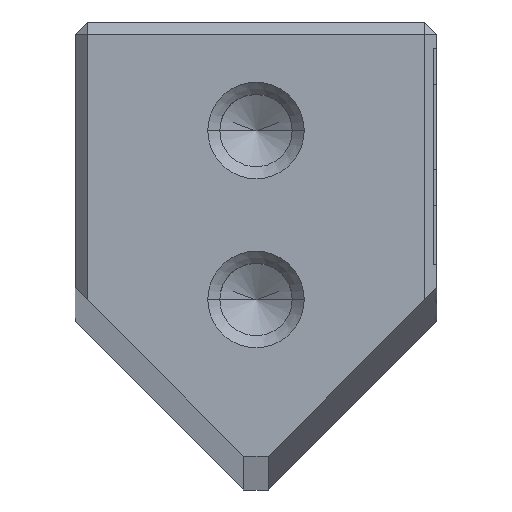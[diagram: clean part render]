
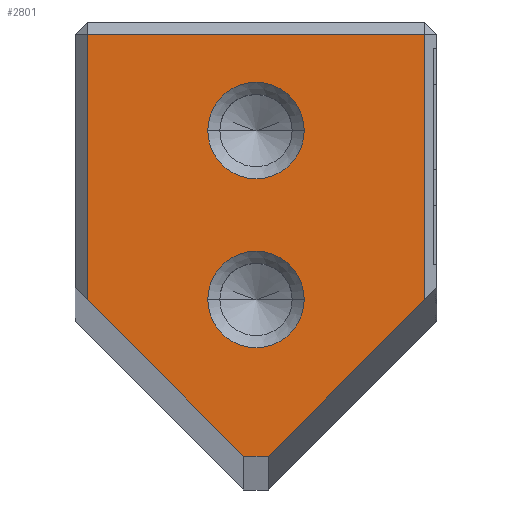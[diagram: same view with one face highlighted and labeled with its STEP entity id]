
A CAD part, top view. The second image highlights one B-rep face of the part: STEP entity #2801.
In plain terms, the highlighted planar face has unit normal (0, 0, 1).
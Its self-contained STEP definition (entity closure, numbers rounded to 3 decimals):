
#2801=ADVANCED_FACE('',(#3953,#3954,#3955),#3186,.T.);
#3186=PLANE('',#11222);
#3469=CIRCLE('',#10929,2.);
#3471=CIRCLE('',#10932,2.);
#3668=CIRCLE('',#11220,2.);
#3669=CIRCLE('',#11221,2.);
#3953=FACE_BOUND('',#4145,.T.);
#3954=FACE_BOUND('',#4146,.T.);
#3955=FACE_BOUND('',#4147,.T.);
#4145=EDGE_LOOP('',(#5417,#5418));
#4146=EDGE_LOOP('',(#5419,#5420));
#4147=EDGE_LOOP('',(#5421,#5422,#5423,#5424,#5425,#5426));
#5417=ORIENTED_EDGE('',*,*,#8299,.T.);
#5418=ORIENTED_EDGE('',*,*,#8672,.T.);
#5419=ORIENTED_EDGE('',*,*,#8295,.T.);
#5420=ORIENTED_EDGE('',*,*,#8673,.T.);
#5421=ORIENTED_EDGE('',*,*,#8641,.T.);
#5422=ORIENTED_EDGE('',*,*,#8674,.T.);
#5423=ORIENTED_EDGE('',*,*,#8675,.T.);
#5424=ORIENTED_EDGE('',*,*,#8676,.T.);
#5425=ORIENTED_EDGE('',*,*,#8647,.T.);
#5426=ORIENTED_EDGE('',*,*,#8643,.T.);
#7439=VERTEX_POINT('',#14586);
#7440=VERTEX_POINT('',#14588);
#7443=VERTEX_POINT('',#14595);
#7444=VERTEX_POINT('',#14597);
#7681=VERTEX_POINT('',#15309);
#7682=VERTEX_POINT('',#15311);
#7683=VERTEX_POINT('',#15315);
#7686=VERTEX_POINT('',#15323);
#7693=VERTEX_POINT('',#15360);
#7694=VERTEX_POINT('',#15362);
#8295=EDGE_CURVE('',#7440,#7439,#3469,.T.);
#8299=EDGE_CURVE('',#7444,#7443,#3471,.T.);
#8641=EDGE_CURVE('',#7682,#7681,#9601,.T.);
#8643=EDGE_CURVE('',#7683,#7682,#9603,.T.);
#8647=EDGE_CURVE('',#7686,#7683,#9607,.T.);
#8672=EDGE_CURVE('',#7443,#7444,#3668,.T.);
#8673=EDGE_CURVE('',#7439,#7440,#3669,.T.);
#8674=EDGE_CURVE('',#7681,#7693,#9616,.T.);
#8675=EDGE_CURVE('',#7693,#7694,#9617,.T.);
#8676=EDGE_CURVE('',#7694,#7686,#9618,.T.);
#9601=LINE('',#15310,#10399);
#9603=LINE('',#15314,#10401);
#9607=LINE('',#15322,#10405);
#9616=LINE('',#15359,#10414);
#9617=LINE('',#15361,#10415);
#9618=LINE('',#15363,#10416);
#10399=VECTOR('',#12547,1.);
#10401=VECTOR('',#12551,1.);
#10405=VECTOR('',#12557,1.);
#10414=VECTOR('',#12608,1.);
#10415=VECTOR('',#12609,1.);
#10416=VECTOR('',#12610,1.);
#10929=AXIS2_PLACEMENT_3D('',#14587,#11860,#11861);
#10932=AXIS2_PLACEMENT_3D('',#14596,#11868,#11869);
#11220=AXIS2_PLACEMENT_3D('',#15357,#12604,#12605);
#11221=AXIS2_PLACEMENT_3D('',#15358,#12606,#12607);
#11222=AXIS2_PLACEMENT_3D('',#15364,#12611,#12612);
#11860=DIRECTION('',(0.,0.,-1.));
#11861=DIRECTION('',(1.,0.,0.));
#11868=DIRECTION('',(0.,0.,-1.));
#11869=DIRECTION('',(1.,0.,0.));
#12547=DIRECTION('',(0.707,0.707,0.));
#12551=DIRECTION('',(1.,0.,0.));
#12557=DIRECTION('',(0.707,-0.707,0.));
#12604=DIRECTION('',(0.,0.,-1.));
#12605=DIRECTION('',(1.,0.,0.));
#12606=DIRECTION('',(0.,0.,-1.));
#12607=DIRECTION('',(1.,0.,0.));
#12608=DIRECTION('',(0.,1.,0.));
#12609=DIRECTION('',(-1.,0.,0.));
#12610=DIRECTION('',(0.,-1.,0.));
#12611=DIRECTION('',(0.,0.,1.));
#12612=DIRECTION('',(1.,0.,0.));
#14586=CARTESIAN_POINT('',(-2.,26.5,0.));
#14587=CARTESIAN_POINT('',(0.,26.5,0.));
#14588=CARTESIAN_POINT('',(2.,26.5,0.));
#14595=CARTESIAN_POINT('',(-2.,19.5,0.));
#14596=CARTESIAN_POINT('',(0.,19.5,0.));
#14597=CARTESIAN_POINT('',(2.,19.5,0.));
#15309=CARTESIAN_POINT('',(7.,19.5,0.));
#15310=CARTESIAN_POINT('',(0.5,13.,0.));
#15311=CARTESIAN_POINT('',(0.5,13.,0.));
#15314=CARTESIAN_POINT('',(-0.5,13.,0.));
#15315=CARTESIAN_POINT('',(-0.5,13.,0.));
#15322=CARTESIAN_POINT('',(-0.5,13.,0.));
#15323=CARTESIAN_POINT('',(-7.,19.5,0.));
#15357=CARTESIAN_POINT('',(0.,19.5,0.));
#15358=CARTESIAN_POINT('',(0.,26.5,0.));
#15359=CARTESIAN_POINT('',(7.,12.5,0.));
#15360=CARTESIAN_POINT('',(7.,30.5,0.));
#15361=CARTESIAN_POINT('',(0.,30.5,0.));
#15362=CARTESIAN_POINT('',(-7.,30.5,0.));
#15363=CARTESIAN_POINT('',(-7.,12.5,0.));
#15364=CARTESIAN_POINT('',(0.,12.5,0.));
